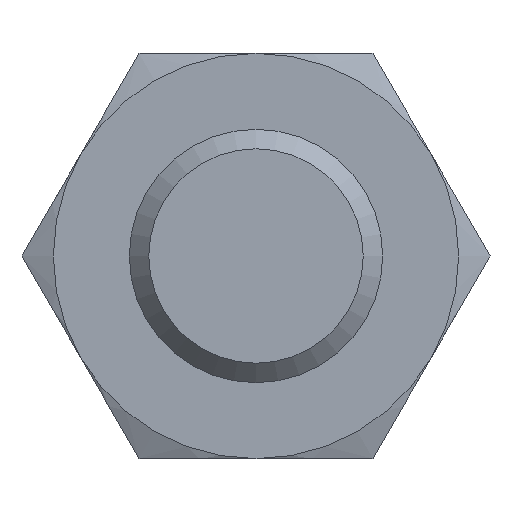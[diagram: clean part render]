
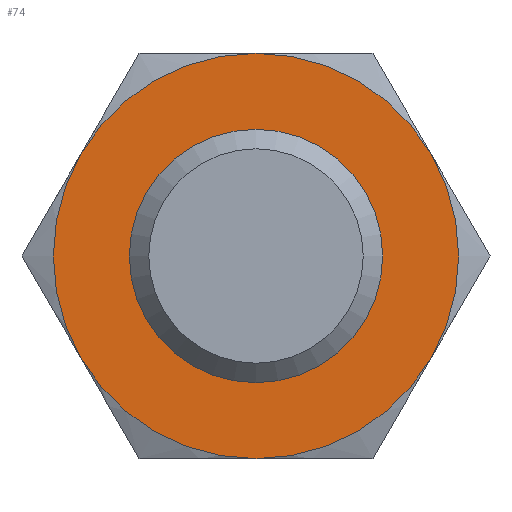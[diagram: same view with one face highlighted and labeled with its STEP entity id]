
A CAD part, front view. The second image highlights one B-rep face of the part: STEP entity #74.
In plain terms, the highlighted planar face has unit normal (0, -1, 0).
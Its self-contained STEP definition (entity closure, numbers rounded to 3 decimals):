
#74 = ADVANCED_FACE( '', ( #158, #159 ), #160, .F. );
#158 = FACE_BOUND( '', #250, .T. );
#159 = FACE_OUTER_BOUND( '', #251, .T. );
#160 = PLANE( '', #252 );
#250 = EDGE_LOOP( '', ( #395 ) );
#251 = EDGE_LOOP( '', ( #396, #397, #398, #399, #400, #401 ) );
#252 = AXIS2_PLACEMENT_3D( '', #402, #403, #404 );
#395 = ORIENTED_EDGE( '', *, *, #528, .F. );
#396 = ORIENTED_EDGE( '', *, *, #511, .T. );
#397 = ORIENTED_EDGE( '', *, *, #546, .T. );
#398 = ORIENTED_EDGE( '', *, *, #535, .T. );
#399 = ORIENTED_EDGE( '', *, *, #524, .T. );
#400 = ORIENTED_EDGE( '', *, *, #547, .T. );
#401 = ORIENTED_EDGE( '', *, *, #548, .T. );
#402 = CARTESIAN_POINT( '', ( 16., 0., 0. ) );
#403 = DIRECTION( '', ( 0., 1., 0. ) );
#404 = DIRECTION( '', ( 0., 0., 1. ) );
#511 = EDGE_CURVE( '', #596, #597, #598, .T. );
#524 = EDGE_CURVE( '', #617, #586, #618, .T. );
#528 = EDGE_CURVE( '', #623, #623, #624, .T. );
#535 = EDGE_CURVE( '', #632, #617, #633, .T. );
#546 = EDGE_CURVE( '', #597, #632, #647, .T. );
#547 = EDGE_CURVE( '', #586, #576, #648, .T. );
#548 = EDGE_CURVE( '', #576, #596, #649, .T. );
#576 = VERTEX_POINT( '', #681 );
#586 = VERTEX_POINT( '', #712 );
#596 = VERTEX_POINT( '', #743 );
#597 = VERTEX_POINT( '', #744 );
#598 = CIRCLE( '', #745, 16. );
#617 = VERTEX_POINT( '', #774 );
#618 = CIRCLE( '', #775, 16. );
#623 = VERTEX_POINT( '', #785 );
#624 = CIRCLE( '', #786, 8.2 );
#632 = VERTEX_POINT( '', #810 );
#633 = CIRCLE( '', #811, 16. );
#647 = CIRCLE( '', #846, 16. );
#648 = CIRCLE( '', #847, 16. );
#649 = CIRCLE( '', #848, 16. );
#681 = CARTESIAN_POINT( '', ( -13.856, 0., -8. ) );
#712 = CARTESIAN_POINT( '', ( -13.856, 0., 8. ) );
#743 = CARTESIAN_POINT( '', ( 0., 0., -16. ) );
#744 = CARTESIAN_POINT( '', ( 13.856, 0., -8. ) );
#745 = AXIS2_PLACEMENT_3D( '', #909, #910, #911 );
#774 = CARTESIAN_POINT( '', ( 0., 0., 16. ) );
#775 = AXIS2_PLACEMENT_3D( '', #933, #934, #935 );
#785 = CARTESIAN_POINT( '', ( 0., 0., -8.2 ) );
#786 = AXIS2_PLACEMENT_3D( '', #939, #940, #941 );
#810 = CARTESIAN_POINT( '', ( 13.856, 0., 8. ) );
#811 = AXIS2_PLACEMENT_3D( '', #943, #944, #945 );
#846 = AXIS2_PLACEMENT_3D( '', #950, #951, #952 );
#847 = AXIS2_PLACEMENT_3D( '', #953, #954, #955 );
#848 = AXIS2_PLACEMENT_3D( '', #956, #957, #958 );
#909 = CARTESIAN_POINT( '', ( 0., 0., 0. ) );
#910 = DIRECTION( '', ( 0., -1., 0. ) );
#911 = DIRECTION( '', ( 0., 0., -1. ) );
#933 = CARTESIAN_POINT( '', ( 0., 0., 0. ) );
#934 = DIRECTION( '', ( 0., -1., 0. ) );
#935 = DIRECTION( '', ( 0., 0., -1. ) );
#939 = CARTESIAN_POINT( '', ( 0., 0., 0. ) );
#940 = DIRECTION( '', ( 0., -1., 0. ) );
#941 = DIRECTION( '', ( 0., 0., -1. ) );
#943 = CARTESIAN_POINT( '', ( 0., 0., 0. ) );
#944 = DIRECTION( '', ( 0., -1., 0. ) );
#945 = DIRECTION( '', ( 0., 0., -1. ) );
#950 = CARTESIAN_POINT( '', ( 0., 0., 0. ) );
#951 = DIRECTION( '', ( 0., -1., 0. ) );
#952 = DIRECTION( '', ( 0., 0., -1. ) );
#953 = CARTESIAN_POINT( '', ( 0., 0., 0. ) );
#954 = DIRECTION( '', ( 0., -1., 0. ) );
#955 = DIRECTION( '', ( 0., 0., -1. ) );
#956 = CARTESIAN_POINT( '', ( 0., 0., 0. ) );
#957 = DIRECTION( '', ( 0., -1., 0. ) );
#958 = DIRECTION( '', ( 0., 0., -1. ) );
